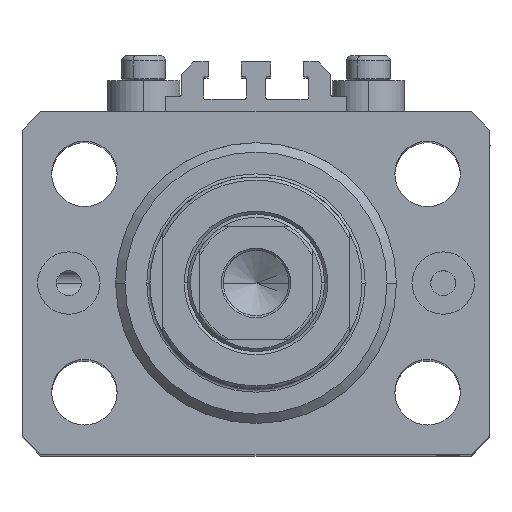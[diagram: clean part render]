
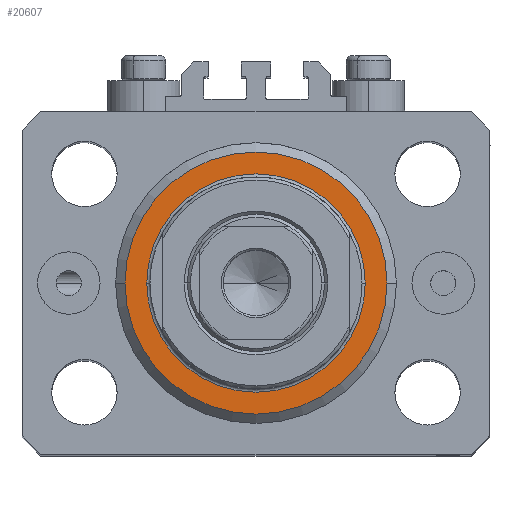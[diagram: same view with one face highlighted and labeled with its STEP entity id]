
A CAD part, top view. The second image highlights one B-rep face of the part: STEP entity #20607.
In plain terms, the highlighted face is planar.
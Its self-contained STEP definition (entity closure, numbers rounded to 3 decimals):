
#50 = EDGE_CURVE ( 'NONE', #27180, #24437, #39128, .T. ) ;
#1122 = CARTESIAN_POINT ( 'NONE',  ( 21., 0., 0. ) ) ;
#2741 = EDGE_CURVE ( 'NONE', #24437, #27180, #33956, .T. ) ;
#3019 = CARTESIAN_POINT ( 'NONE',  ( 0., 0., 0. ) ) ;
#3167 = EDGE_CURVE ( 'NONE', #19320, #28471, #11853, .T. ) ;
#3723 = DIRECTION ( 'NONE',  ( 1., 0., 0. ) ) ;
#4035 = ORIENTED_EDGE ( 'NONE', *, *, #2741, .T. ) ;
#4915 = EDGE_LOOP ( 'NONE', ( #10508, #7863 ) ) ;
#5633 = DIRECTION ( 'NONE',  ( 0., 0., 1. ) ) ;
#7553 = EDGE_LOOP ( 'NONE', ( #18403, #4035 ) ) ;
#7597 = PLANE ( 'NONE',  #35941 ) ;
#7863 = ORIENTED_EDGE ( 'NONE', *, *, #27391, .T. ) ;
#10508 = ORIENTED_EDGE ( 'NONE', *, *, #3167, .T. ) ;
#10936 = AXIS2_PLACEMENT_3D ( 'NONE', #39503, #13223, #38793 ) ;
#11853 = CIRCLE ( 'NONE', #15669, 17.5 ) ;
#12801 = CARTESIAN_POINT ( 'NONE',  ( 0., 0., 0. ) ) ;
#13205 = DIRECTION ( 'NONE',  ( 0., 0., -1. ) ) ;
#13223 = DIRECTION ( 'NONE',  ( 0., 0., -1. ) ) ;
#15375 = DIRECTION ( 'NONE',  ( 0., 0., 1. ) ) ;
#15669 = AXIS2_PLACEMENT_3D ( 'NONE', #3019, #29035, #3723 ) ;
#16148 = DIRECTION ( 'NONE',  ( 1., 0., 0. ) ) ;
#18403 = ORIENTED_EDGE ( 'NONE', *, *, #50, .T. ) ;
#18481 = CARTESIAN_POINT ( 'NONE',  ( 0., 0., 0. ) ) ;
#19127 = CARTESIAN_POINT ( 'NONE',  ( -21., 0., 0. ) ) ;
#19320 = VERTEX_POINT ( 'NONE', #37945 ) ;
#20607 = ADVANCED_FACE ( 'NONE', ( #25735, #40303 ), #7597, .F. ) ;
#20739 = CIRCLE ( 'NONE', #39020, 17.5 ) ;
#24437 = VERTEX_POINT ( 'NONE', #19127 ) ;
#25735 = FACE_BOUND ( 'NONE', #4915, .T. ) ;
#27180 = VERTEX_POINT ( 'NONE', #1122 ) ;
#27391 = EDGE_CURVE ( 'NONE', #28471, #19320, #20739, .T. ) ;
#28255 = CARTESIAN_POINT ( 'NONE',  ( -17.5, 0., 0. ) ) ;
#28471 = VERTEX_POINT ( 'NONE', #28255 ) ;
#29035 = DIRECTION ( 'NONE',  ( 0., 0., 1. ) ) ;
#33061 = DIRECTION ( 'NONE',  ( 1., 0., 0. ) ) ;
#33956 = CIRCLE ( 'NONE', #45379, 21. ) ;
#35941 = AXIS2_PLACEMENT_3D ( 'NONE', #12801, #5633, #16148 ) ;
#37945 = CARTESIAN_POINT ( 'NONE',  ( 17.5, 0., 0. ) ) ;
#38793 = DIRECTION ( 'NONE',  ( 1., 0., 0. ) ) ;
#39020 = AXIS2_PLACEMENT_3D ( 'NONE', #18481, #15375, #33061 ) ;
#39128 = CIRCLE ( 'NONE', #10936, 21. ) ;
#39503 = CARTESIAN_POINT ( 'NONE',  ( 0., 0., 0. ) ) ;
#40303 = FACE_OUTER_BOUND ( 'NONE', #7553, .T. ) ;
#42361 = DIRECTION ( 'NONE',  ( 1., 0., 0. ) ) ;
#45379 = AXIS2_PLACEMENT_3D ( 'NONE', #46183, #13205, #42361 ) ;
#46183 = CARTESIAN_POINT ( 'NONE',  ( 0., 0., 0. ) ) ;
